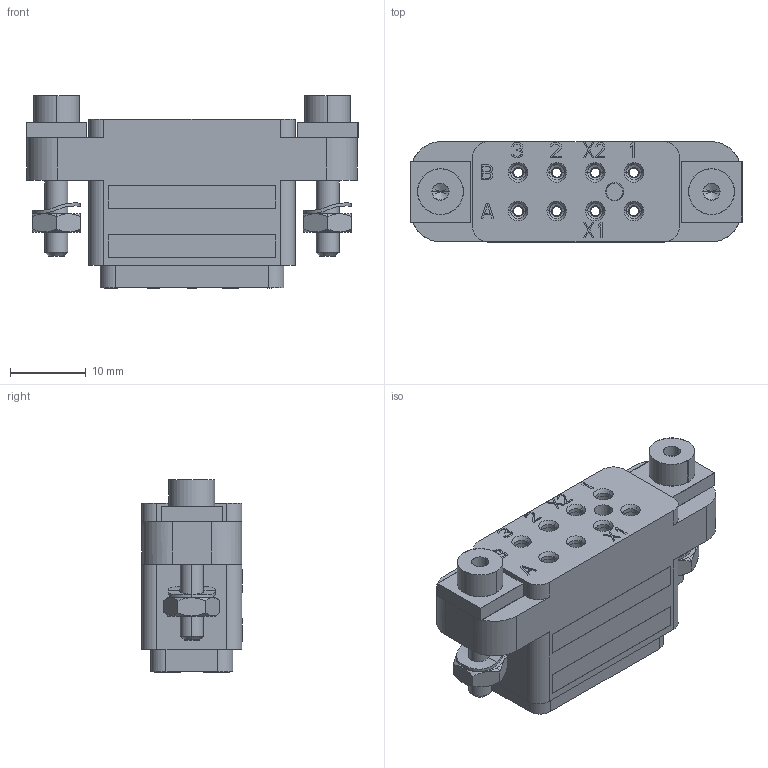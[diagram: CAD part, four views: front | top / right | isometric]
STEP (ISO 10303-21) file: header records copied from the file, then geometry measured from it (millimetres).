
FILE_DESCRIPTION((''),'2;1');
FILE_NAME('00157135110','2020-10-01T',('presta_be1'),(''),'CREO PARAMETRIC BY PTC INC, 2018360','CREO PARAMETRIC BY PTC INC, 2018360','');
FILE_SCHEMA(('CONFIG_CONTROL_DESIGN'));
Length unit declared in the file: millimetre
Products named in the file (1): 00157135110
Bounding box: 43.73 x 13.25 x 25.38 mm (x, y, z)
Volume: 7480.3 mm3; surface area: 7612.6 mm2
Topology: 3 solids, 5 shells, 1245 faces, 3188 edges, 2048 vertices
Faces by surface type: plane 723, cylinder 336, cone 122, torus 32, bspline 32
Entity records: 43724 total; most frequent: CARTESIAN_POINT 13205, ORIENTED_EDGE 6360, DIRECTION 6262, EDGE_CURVE 3180, VECTOR 2092, LINE 2092, AXIS2_PLACEMENT_3D 2085, VERTEX_POINT 2048
